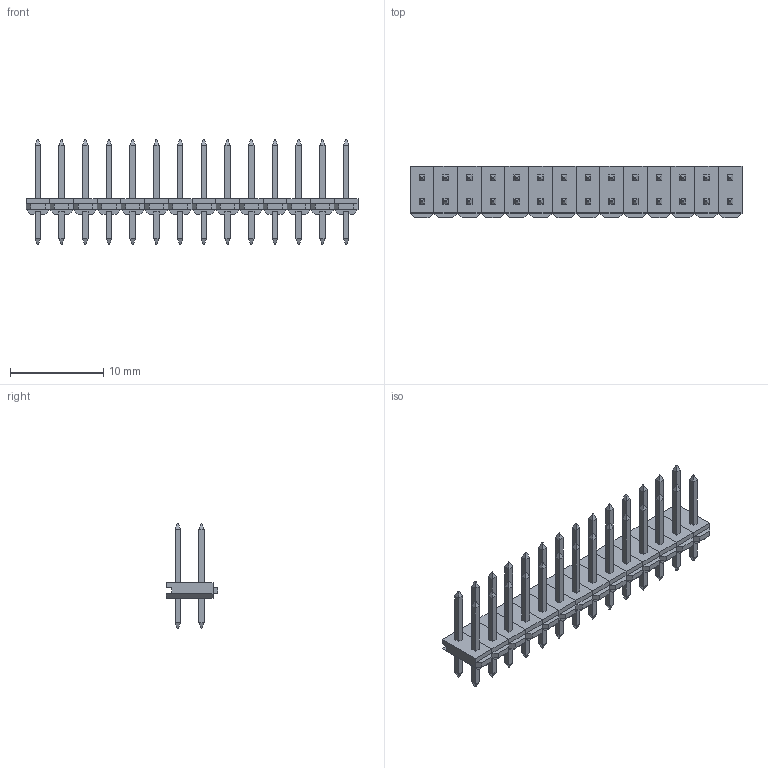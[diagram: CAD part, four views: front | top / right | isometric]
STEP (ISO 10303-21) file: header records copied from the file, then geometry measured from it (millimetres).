
FILE_DESCRIPTION((''),'2;1');
FILE_NAME('COMATEL_389.0358.1.28.400.stp','2010-03-04T17:11:50',(''),(''),'Mechanical Desktop 2010','Mechanical Desktop 2010',', , ');
FILE_SCHEMA(('AUTOMOTIVE_DESIGN { 1 2 10303 214 1 1 1 1 }'));
Length unit declared in the file: millimetre
Products named in the file (1): Product
Bounding box: 35.56 x 5.5 x 11.2 mm (x, y, z)
Volume: 358.7 mm3; surface area: 1460 mm2
Topology: 84 solids, 84 shells, 868 faces, 1876 edges, 1176 vertices
Faces by surface type: plane 868
Entity records: 22737 total; most frequent: CARTESIAN_POINT 3921, ORIENTED_EDGE 3752, DIRECTION 3614, VECTOR 1876, LINE 1876, EDGE_CURVE 1876, VERTEX_POINT 1176, AXIS2_PLACEMENT_3D 869
